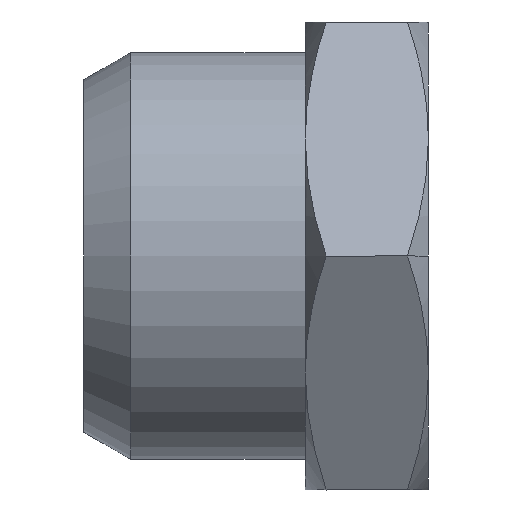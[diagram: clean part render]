
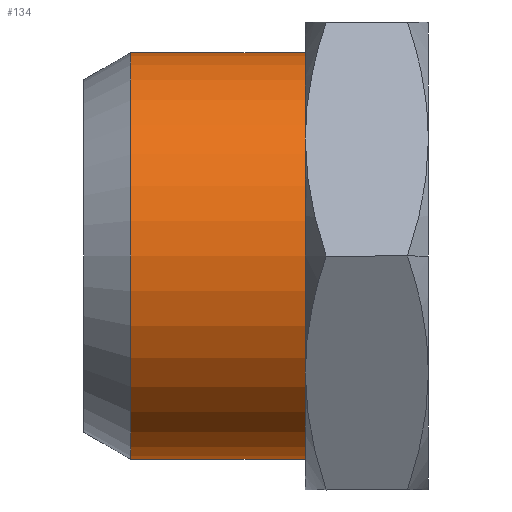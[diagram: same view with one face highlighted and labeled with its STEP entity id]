
A CAD part, left-side view. The second image highlights one B-rep face of the part: STEP entity #134.
In plain terms, the highlighted cylindrical face has radius 8.25 mm (diameter 16.5 mm), a partial arc.
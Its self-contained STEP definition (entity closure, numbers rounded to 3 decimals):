
#7 = DIRECTION ( 'NONE',  ( 0., 1., 0. ) ) ;
#14 = FACE_OUTER_BOUND ( 'NONE', #679, .T. ) ;
#76 = VERTEX_POINT ( 'NONE', #870 ) ;
#86 = DIRECTION ( 'NONE',  ( 0., 0., -1. ) ) ;
#107 = CARTESIAN_POINT ( 'NONE',  ( 0., 12.095, -8.25 ) ) ;
#133 = CIRCLE ( 'NONE', #877, 8.25 ) ;
#134 = ADVANCED_FACE ( 'NONE', ( #14 ), #371, .T. ) ;
#192 = VERTEX_POINT ( 'NONE', #741 ) ;
#267 = AXIS2_PLACEMENT_3D ( 'NONE', #831, #7, #86 ) ;
#320 = CARTESIAN_POINT ( 'NONE',  ( 0., 5., 8.25 ) ) ;
#344 = ORIENTED_EDGE ( 'NONE', *, *, #828, .F. ) ;
#345 = CIRCLE ( 'NONE', #267, 8.25 ) ;
#362 = DIRECTION ( 'NONE',  ( 0., -1., 0. ) ) ;
#371 = CYLINDRICAL_SURFACE ( 'NONE', #486, 8.25 ) ;
#376 = CARTESIAN_POINT ( 'NONE',  ( 0., 12.095, 0. ) ) ;
#405 = ORIENTED_EDGE ( 'NONE', *, *, #897, .T. ) ;
#426 = CARTESIAN_POINT ( 'NONE',  ( 0., 12.095, 0. ) ) ;
#449 = LINE ( 'NONE', #107, #710 ) ;
#486 = AXIS2_PLACEMENT_3D ( 'NONE', #426, #800, #569 ) ;
#507 = VERTEX_POINT ( 'NONE', #681 ) ;
#527 = DIRECTION ( 'NONE',  ( 0., 1., 0. ) ) ;
#569 = DIRECTION ( 'NONE',  ( 0., 0., -1. ) ) ;
#584 = CARTESIAN_POINT ( 'NONE',  ( 0., 12.095, 8.25 ) ) ;
#615 = DIRECTION ( 'NONE',  ( 0., -1., 0. ) ) ;
#622 = EDGE_CURVE ( 'NONE', #76, #507, #449, .T. ) ;
#640 = VECTOR ( 'NONE', #362, 1000. ) ;
#659 = ORIENTED_EDGE ( 'NONE', *, *, #622, .T. ) ;
#679 = EDGE_LOOP ( 'NONE', ( #712, #344, #659, #405 ) ) ;
#681 = CARTESIAN_POINT ( 'NONE',  ( 0., 5., -8.25 ) ) ;
#710 = VECTOR ( 'NONE', #615, 1000. ) ;
#712 = ORIENTED_EDGE ( 'NONE', *, *, #794, .F. ) ;
#736 = LINE ( 'NONE', #584, #640 ) ;
#741 = CARTESIAN_POINT ( 'NONE',  ( 0., 12.095, 8.25 ) ) ;
#794 = EDGE_CURVE ( 'NONE', #192, #844, #736, .T. ) ;
#800 = DIRECTION ( 'NONE',  ( 0., -1., 0. ) ) ;
#828 = EDGE_CURVE ( 'NONE', #76, #192, #133, .T. ) ;
#831 = CARTESIAN_POINT ( 'NONE',  ( 0., 5., 0. ) ) ;
#844 = VERTEX_POINT ( 'NONE', #320 ) ;
#870 = CARTESIAN_POINT ( 'NONE',  ( 0., 12.095, -8.25 ) ) ;
#877 = AXIS2_PLACEMENT_3D ( 'NONE', #376, #527, #892 ) ;
#892 = DIRECTION ( 'NONE',  ( 1., 0., 0. ) ) ;
#897 = EDGE_CURVE ( 'NONE', #507, #844, #345, .T. ) ;
